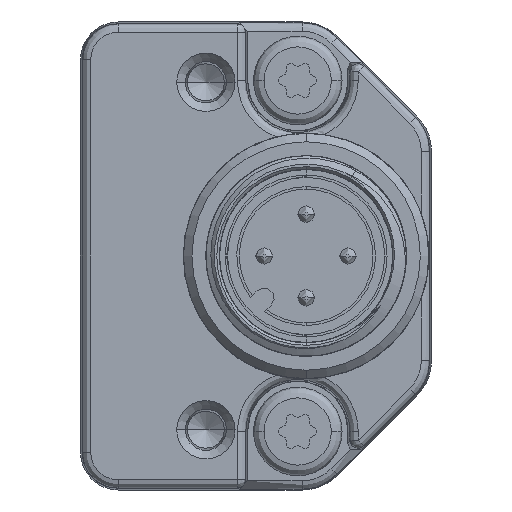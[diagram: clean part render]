
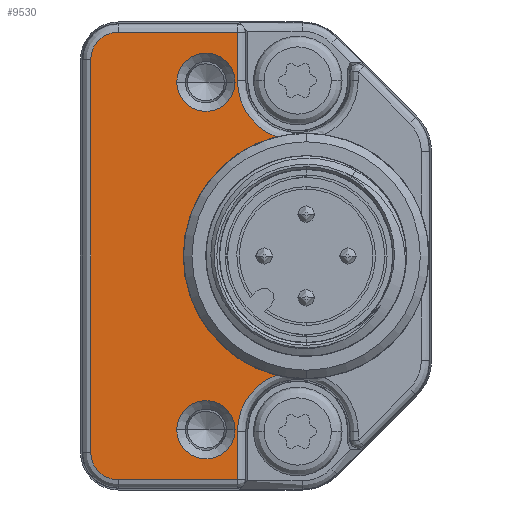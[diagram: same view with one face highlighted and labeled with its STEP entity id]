
A CAD part, left-side view. The second image highlights one B-rep face of the part: STEP entity #9530.
In plain terms, the highlighted planar face has unit normal (-1, 0, 0).
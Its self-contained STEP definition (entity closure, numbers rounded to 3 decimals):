
#566=CARTESIAN_POINT('',(-13.,9.297,-7.127));
#694=CARTESIAN_POINT('',(-13.,9.297,7.127));
#717=CARTESIAN_POINT('',(-13.,8.,-10.5));
#718=DIRECTION('',(1.,0.,0.));
#719=DIRECTION('',(0.,1.,0.));
#720=AXIS2_PLACEMENT_3D('',#717,#718,#719);
#722=DIRECTION('',(0.,0.,1.));
#723=VECTOR('',#722,2.891);
#724=CARTESIAN_POINT('',(-13.,11.614,-13.391));
#725=LINE('',#724,#723);
#726=DIRECTION('',(0.,-1.,0.));
#727=VECTOR('',#726,7.136);
#728=CARTESIAN_POINT('',(-13.,18.75,-13.391));
#729=LINE('',#728,#727);
#730=CARTESIAN_POINT('',(-13.,18.75,-11.75));
#731=DIRECTION('',(-1.,0.,0.));
#732=DIRECTION('',(0.,1.,0.));
#733=AXIS2_PLACEMENT_3D('',#730,#731,#732);
#735=DIRECTION('',(0.,0.,-1.));
#736=VECTOR('',#735,23.5);
#737=CARTESIAN_POINT('',(-13.,20.391,11.75));
#738=LINE('',#737,#736);
#739=CARTESIAN_POINT('',(-13.,18.75,11.75));
#740=DIRECTION('',(-1.,0.,0.));
#741=DIRECTION('',(0.,0.,1.));
#742=AXIS2_PLACEMENT_3D('',#739,#740,#741);
#744=DIRECTION('',(0.,1.,0.));
#745=VECTOR('',#744,7.136);
#746=CARTESIAN_POINT('',(-13.,11.614,13.391));
#747=LINE('',#746,#745);
#748=DIRECTION('',(0.,0.,1.));
#749=VECTOR('',#748,2.891);
#750=CARTESIAN_POINT('',(-13.,11.614,10.5));
#751=LINE('',#750,#749);
#752=CARTESIAN_POINT('',(-13.,8.,10.5));
#753=DIRECTION('',(1.,0.,0.));
#754=DIRECTION('',(0.,0.359,-0.933));
#755=AXIS2_PLACEMENT_3D('',#752,#753,#754);
#757=CARTESIAN_POINT('',(-13.,7.5,0.));
#758=DIRECTION('',(-1.,0.,0.));
#759=DIRECTION('',(0.,0.244,0.97));
#760=AXIS2_PLACEMENT_3D('',#757,#758,#759);
#762=CARTESIAN_POINT('',(-13.,13.5,-10.392));
#763=DIRECTION('',(1.,0.,0.));
#764=DIRECTION('',(0.,1.,0.));
#765=AXIS2_PLACEMENT_3D('',#762,#763,#764);
#767=CARTESIAN_POINT('',(-13.,13.5,-10.392));
#768=DIRECTION('',(1.,0.,0.));
#769=DIRECTION('',(0.,-1.,0.));
#770=AXIS2_PLACEMENT_3D('',#767,#768,#769);
#772=CARTESIAN_POINT('',(-13.,13.5,10.392));
#773=DIRECTION('',(1.,0.,0.));
#774=DIRECTION('',(0.,1.,0.));
#775=AXIS2_PLACEMENT_3D('',#772,#773,#774);
#777=CARTESIAN_POINT('',(-13.,13.5,10.392));
#778=DIRECTION('',(1.,0.,0.));
#779=DIRECTION('',(0.,-1.,0.));
#780=AXIS2_PLACEMENT_3D('',#777,#778,#779);
#7701=VERTEX_POINT('',#566);
#7702=VERTEX_POINT('',#694);
#7735=CARTESIAN_POINT('',(-13.,20.391,-11.75));
#7736=CARTESIAN_POINT('',(-13.,18.75,-13.391));
#7737=VERTEX_POINT('',#7735);
#7738=VERTEX_POINT('',#7736);
#7743=CARTESIAN_POINT('',(-13.,20.391,11.75));
#7744=VERTEX_POINT('',#7743);
#7747=CARTESIAN_POINT('',(-13.,18.75,13.391));
#7748=VERTEX_POINT('',#7747);
#7785=CARTESIAN_POINT('',(-13.,11.614,-10.5));
#7786=VERTEX_POINT('',#7785);
#7787=CARTESIAN_POINT('',(-13.,11.614,-13.391));
#7788=VERTEX_POINT('',#7787);
#7805=CARTESIAN_POINT('',(-13.,11.614,10.5));
#7806=VERTEX_POINT('',#7805);
#7807=CARTESIAN_POINT('',(-13.,11.614,13.391));
#7808=VERTEX_POINT('',#7807);
#7884=CARTESIAN_POINT('',(-13.,15.25,-10.392));
#7885=CARTESIAN_POINT('',(-13.,11.75,-10.392));
#7886=VERTEX_POINT('',#7884);
#7887=VERTEX_POINT('',#7885);
#7888=CARTESIAN_POINT('',(-13.,15.25,10.392));
#7889=CARTESIAN_POINT('',(-13.,11.75,10.392));
#7890=VERTEX_POINT('',#7888);
#7891=VERTEX_POINT('',#7889);
#9495=CARTESIAN_POINT('',(-13.,0.,0.));
#9496=DIRECTION('',(-1.,0.,0.));
#9497=DIRECTION('',(0.,0.,1.));
#9498=AXIS2_PLACEMENT_3D('',#9495,#9496,#9497);
#9499=PLANE('',#9498);
#9500=ORIENTED_EDGE('',*,*,#9343,.F.);
#9502=ORIENTED_EDGE('',*,*,#9501,.F.);
#9504=ORIENTED_EDGE('',*,*,#9503,.F.);
#9506=ORIENTED_EDGE('',*,*,#9505,.F.);
#9508=ORIENTED_EDGE('',*,*,#9507,.F.);
#9510=ORIENTED_EDGE('',*,*,#9509,.F.);
#9512=ORIENTED_EDGE('',*,*,#9511,.F.);
#9513=ORIENTED_EDGE('',*,*,#9486,.F.);
#9514=ORIENTED_EDGE('',*,*,#9444,.F.);
#9515=ORIENTED_EDGE('',*,*,#9358,.T.);
#9516=EDGE_LOOP('',(#9500,#9502,#9504,#9506,#9508,#9510,#9512,#9513,#9514,
#9515));
#9517=FACE_OUTER_BOUND('',#9516,.F.);
#9519=ORIENTED_EDGE('',*,*,#9518,.F.);
#9521=ORIENTED_EDGE('',*,*,#9520,.F.);
#9522=EDGE_LOOP('',(#9519,#9521));
#9523=FACE_BOUND('',#9522,.F.);
#9525=ORIENTED_EDGE('',*,*,#9524,.F.);
#9527=ORIENTED_EDGE('',*,*,#9526,.F.);
#9528=EDGE_LOOP('',(#9525,#9527));
#9529=FACE_BOUND('',#9528,.F.);
#9530=ADVANCED_FACE('',(#9517,#9523,#9529),#9499,.T.);
#721=CIRCLE('',#720,3.614);
#734=CIRCLE('',#733,1.641);
#743=CIRCLE('',#742,1.641);
#756=CIRCLE('',#755,3.614);
#761=CIRCLE('',#760,7.35);
#766=CIRCLE('',#765,1.75);
#771=CIRCLE('',#770,1.75);
#776=CIRCLE('',#775,1.75);
#781=CIRCLE('',#780,1.75);
#9343=EDGE_CURVE('',#7786,#7701,#721,.T.);
#9358=EDGE_CURVE('',#7702,#7701,#761,.T.);
#9444=EDGE_CURVE('',#7702,#7806,#756,.T.);
#9486=EDGE_CURVE('',#7806,#7808,#751,.T.);
#9501=EDGE_CURVE('',#7788,#7786,#725,.T.);
#9503=EDGE_CURVE('',#7738,#7788,#729,.T.);
#9505=EDGE_CURVE('',#7737,#7738,#734,.T.);
#9507=EDGE_CURVE('',#7744,#7737,#738,.T.);
#9509=EDGE_CURVE('',#7748,#7744,#743,.T.);
#9511=EDGE_CURVE('',#7808,#7748,#747,.T.);
#9518=EDGE_CURVE('',#7886,#7887,#766,.T.);
#9520=EDGE_CURVE('',#7887,#7886,#771,.T.);
#9524=EDGE_CURVE('',#7890,#7891,#776,.T.);
#9526=EDGE_CURVE('',#7891,#7890,#781,.T.);
